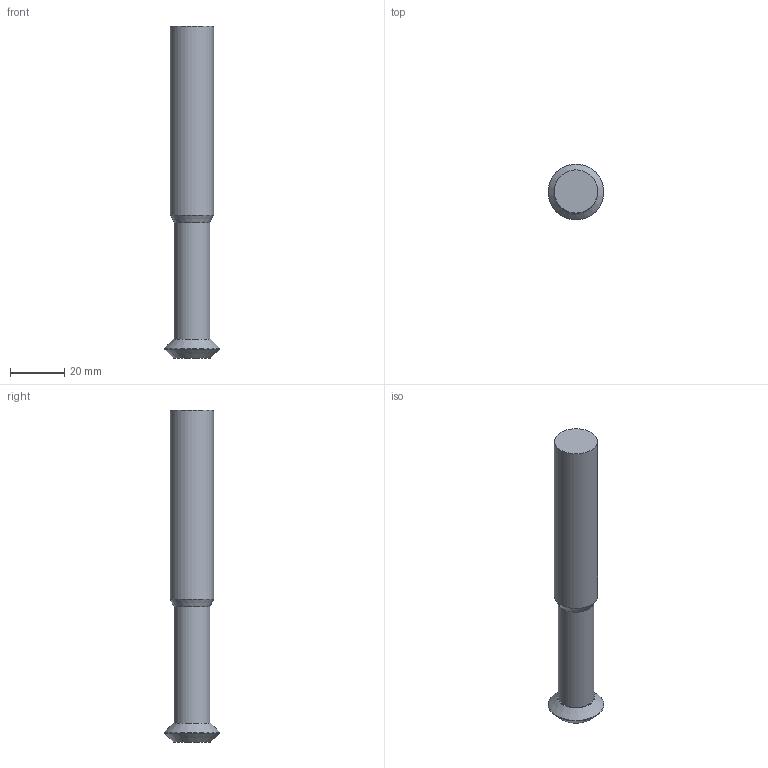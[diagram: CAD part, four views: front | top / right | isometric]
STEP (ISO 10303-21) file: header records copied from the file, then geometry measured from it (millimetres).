
FILE_DESCRIPTION((''),'1');
FILE_NAME('ST16-C1520-45B-50.stp','2016-05-31T02:52:57',(''),(''),'Spatial Interop R21 SP3','Kubotek KeyCreator 2011 V10.0.2 (22737)',' ');
FILE_SCHEMA(('automotive_design'));
Length unit declared in the file: millimetre
Products named in the file (1): Unnamed[1]
Bounding box: 20.59 x 20.59 x 122.65 mm (x, y, z)
Volume: 22062.5 mm3; surface area: 6334.4 mm2
Topology: 1 solids, 1 shells, 9 faces, 14 edges, 8 vertices
Faces by surface type: plane 3, cone 3, cylinder 2, torus 1
Full cylindrical faces by diameter (mm): 13.2 x1, 16 x1
Entity records: 350 total; most frequent: DIRECTION 36, PRESENTATION_STYLE_ASSIGNMENT 28, COLOUR_RGB 28, CARTESIAN_POINT 26, STYLED_ITEM 18, AXIS2_PLACEMENT_3D 18, CURVE_STYLE 18, DRAUGHTING_PRE_DEFINED_CURVE_FONT 18
